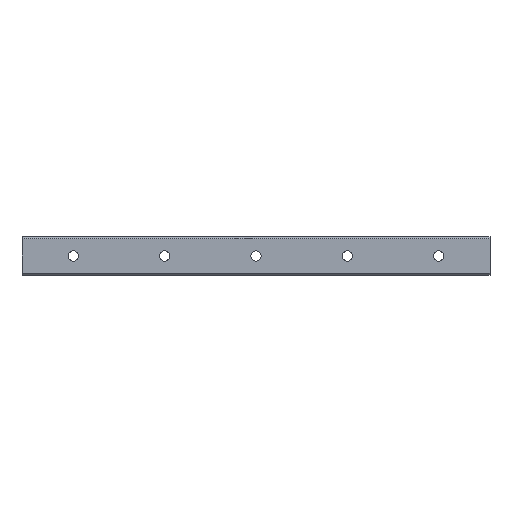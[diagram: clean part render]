
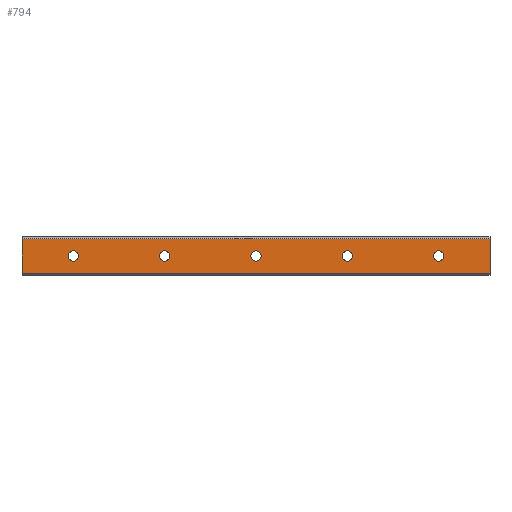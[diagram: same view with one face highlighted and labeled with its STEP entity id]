
A CAD part, front view. The second image highlights one B-rep face of the part: STEP entity #794.
In plain terms, the highlighted planar face has unit normal (0, -1, 0).
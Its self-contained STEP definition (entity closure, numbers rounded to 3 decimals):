
#8 = AXIS2_PLACEMENT_3D ( 'NONE', #1462, #1052, #1164 ) ;
#10 = CIRCLE ( 'NONE', #418, 4.5 ) ;
#30 = DIRECTION ( 'NONE',  ( 0., 0., 1. ) ) ;
#51 = EDGE_CURVE ( 'NONE', #216, #985, #507, .T. ) ;
#78 = CARTESIAN_POINT ( 'NONE',  ( 365., 0., -14.95 ) ) ;
#81 = EDGE_CURVE ( 'NONE', #112, #1376, #152, .T. ) ;
#95 = EDGE_CURVE ( 'NONE', #1681, #1474, #574, .T. ) ;
#101 = DIRECTION ( 'NONE',  ( -1., 0., 0. ) ) ;
#108 = EDGE_CURVE ( 'NONE', #1376, #112, #10, .T. ) ;
#109 = CARTESIAN_POINT ( 'NONE',  ( -45., 0., 14.95 ) ) ;
#112 = VERTEX_POINT ( 'NONE', #1377 ) ;
#119 = FACE_BOUND ( 'NONE', #1541, .T. ) ;
#132 = ORIENTED_EDGE ( 'NONE', *, *, #1221, .F. ) ;
#152 = CIRCLE ( 'NONE', #1011, 4.5 ) ;
#163 = EDGE_CURVE ( 'NONE', #940, #1003, #344, .T. ) ;
#164 = ORIENTED_EDGE ( 'NONE', *, *, #1008, .F. ) ;
#186 = DIRECTION ( 'NONE',  ( 0., -1., 0. ) ) ;
#216 = VERTEX_POINT ( 'NONE', #109 ) ;
#217 = EDGE_CURVE ( 'NONE', #1595, #351, #1203, .T. ) ;
#228 = VECTOR ( 'NONE', #1359, 1000. ) ;
#234 = AXIS2_PLACEMENT_3D ( 'NONE', #645, #1034, #30 ) ;
#238 = DIRECTION ( 'NONE',  ( 0., 0., 1. ) ) ;
#282 = VECTOR ( 'NONE', #487, 1000. ) ;
#300 = CARTESIAN_POINT ( 'NONE',  ( -45., 0., -14.95 ) ) ;
#315 = LINE ( 'NONE', #834, #228 ) ;
#328 = DIRECTION ( 'NONE',  ( 0., 0., 1. ) ) ;
#344 = LINE ( 'NONE', #78, #1508 ) ;
#351 = VERTEX_POINT ( 'NONE', #786 ) ;
#358 = CARTESIAN_POINT ( 'NONE',  ( 320., 0., 0. ) ) ;
#397 = CARTESIAN_POINT ( 'NONE',  ( 240., 0., 4.5 ) ) ;
#405 = CARTESIAN_POINT ( 'NONE',  ( 160., 0., 4.5 ) ) ;
#418 = AXIS2_PLACEMENT_3D ( 'NONE', #496, #990, #868 ) ;
#427 = VERTEX_POINT ( 'NONE', #1298 ) ;
#462 = DIRECTION ( 'NONE',  ( 0., 0., 1. ) ) ;
#469 = ORIENTED_EDGE ( 'NONE', *, *, #81, .F. ) ;
#479 = ORIENTED_EDGE ( 'NONE', *, *, #653, .F. ) ;
#487 = DIRECTION ( 'NONE',  ( 1., 0., 0. ) ) ;
#492 = PLANE ( 'NONE',  #1256 ) ;
#493 = DIRECTION ( 'NONE',  ( 0., -1., 0. ) ) ;
#496 = CARTESIAN_POINT ( 'NONE',  ( 0., 0., 0. ) ) ;
#506 = CIRCLE ( 'NONE', #1231, 4.5 ) ;
#507 = LINE ( 'NONE', #1022, #282 ) ;
#534 = CARTESIAN_POINT ( 'NONE',  ( 80., 0., 4.5 ) ) ;
#547 = ORIENTED_EDGE ( 'NONE', *, *, #51, .F. ) ;
#574 = CIRCLE ( 'NONE', #1260, 4.5 ) ;
#590 = CARTESIAN_POINT ( 'NONE',  ( 365., 0., 14.95 ) ) ;
#595 = EDGE_CURVE ( 'NONE', #427, #1582, #910, .T. ) ;
#606 = AXIS2_PLACEMENT_3D ( 'NONE', #969, #1621, #328 ) ;
#630 = FACE_BOUND ( 'NONE', #862, .T. ) ;
#632 = CARTESIAN_POINT ( 'NONE',  ( 320., 0., -4.5 ) ) ;
#640 = CARTESIAN_POINT ( 'NONE',  ( 0., 0., 0. ) ) ;
#645 = CARTESIAN_POINT ( 'NONE',  ( 80., 0., 0. ) ) ;
#653 = EDGE_CURVE ( 'NONE', #351, #1595, #506, .T. ) ;
#658 = ORIENTED_EDGE ( 'NONE', *, *, #108, .F. ) ;
#666 = CARTESIAN_POINT ( 'NONE',  ( 365., 0., -14.95 ) ) ;
#685 = AXIS2_PLACEMENT_3D ( 'NONE', #733, #1131, #238 ) ;
#697 = LINE ( 'NONE', #590, #877 ) ;
#709 = CIRCLE ( 'NONE', #8, 4.5 ) ;
#733 = CARTESIAN_POINT ( 'NONE',  ( 160., 0., 0. ) ) ;
#786 = CARTESIAN_POINT ( 'NONE',  ( 160., 0., -4.5 ) ) ;
#794 = ADVANCED_FACE ( 'NONE', ( #1293, #119, #1033, #1551, #1300, #630 ), #492, .F. ) ;
#834 = CARTESIAN_POINT ( 'NONE',  ( -45., 0., 14.95 ) ) ;
#844 = CARTESIAN_POINT ( 'NONE',  ( 160., 0., 0. ) ) ;
#850 = AXIS2_PLACEMENT_3D ( 'NONE', #1533, #493, #1525 ) ;
#862 = EDGE_LOOP ( 'NONE', ( #1486, #879 ) ) ;
#865 = DIRECTION ( 'NONE',  ( 0., -1., 0. ) ) ;
#868 = DIRECTION ( 'NONE',  ( 0., 0., 1. ) ) ;
#871 = CARTESIAN_POINT ( 'NONE',  ( 365., 0., 14.95 ) ) ;
#876 = DIRECTION ( 'NONE',  ( 0., -1., 0. ) ) ;
#877 = VECTOR ( 'NONE', #1241, 1000. ) ;
#879 = ORIENTED_EDGE ( 'NONE', *, *, #595, .F. ) ;
#910 = CIRCLE ( 'NONE', #606, 4.5 ) ;
#931 = CIRCLE ( 'NONE', #850, 4.5 ) ;
#939 = EDGE_LOOP ( 'NONE', ( #1134, #479 ) ) ;
#940 = VERTEX_POINT ( 'NONE', #666 ) ;
#969 = CARTESIAN_POINT ( 'NONE',  ( 80., 0., 0. ) ) ;
#985 = VERTEX_POINT ( 'NONE', #1597 ) ;
#990 = DIRECTION ( 'NONE',  ( 0., -1., 0. ) ) ;
#1003 = VERTEX_POINT ( 'NONE', #300 ) ;
#1008 = EDGE_CURVE ( 'NONE', #1474, #1681, #709, .T. ) ;
#1011 = AXIS2_PLACEMENT_3D ( 'NONE', #640, #1642, #1548 ) ;
#1012 = VERTEX_POINT ( 'NONE', #397 ) ;
#1013 = CIRCLE ( 'NONE', #1612, 4.5 ) ;
#1022 = CARTESIAN_POINT ( 'NONE',  ( 365., 0., 14.95 ) ) ;
#1033 = FACE_BOUND ( 'NONE', #1295, .T. ) ;
#1034 = DIRECTION ( 'NONE',  ( 0., -1., 0. ) ) ;
#1052 = DIRECTION ( 'NONE',  ( 0., -1., 0. ) ) ;
#1082 = CARTESIAN_POINT ( 'NONE',  ( 320., 0., 4.5 ) ) ;
#1093 = CIRCLE ( 'NONE', #234, 4.5 ) ;
#1100 = EDGE_CURVE ( 'NONE', #985, #940, #697, .T. ) ;
#1116 = CARTESIAN_POINT ( 'NONE',  ( 240., 0., 0. ) ) ;
#1122 = EDGE_LOOP ( 'NONE', ( #132, #1466 ) ) ;
#1131 = DIRECTION ( 'NONE',  ( 0., -1., 0. ) ) ;
#1134 = ORIENTED_EDGE ( 'NONE', *, *, #217, .F. ) ;
#1139 = DIRECTION ( 'NONE',  ( 0., 0., 1. ) ) ;
#1150 = DIRECTION ( 'NONE',  ( 0., 1., 0. ) ) ;
#1160 = ORIENTED_EDGE ( 'NONE', *, *, #95, .F. ) ;
#1164 = DIRECTION ( 'NONE',  ( 0., 0., 1. ) ) ;
#1192 = ORIENTED_EDGE ( 'NONE', *, *, #1193, .F. ) ;
#1193 = EDGE_CURVE ( 'NONE', #1003, #216, #315, .T. ) ;
#1203 = CIRCLE ( 'NONE', #685, 4.5 ) ;
#1221 = EDGE_CURVE ( 'NONE', #1012, #1445, #1013, .T. ) ;
#1231 = AXIS2_PLACEMENT_3D ( 'NONE', #844, #865, #462 ) ;
#1241 = DIRECTION ( 'NONE',  ( 0., 0., -1. ) ) ;
#1246 = DIRECTION ( 'NONE',  ( 0., 0., 1. ) ) ;
#1256 = AXIS2_PLACEMENT_3D ( 'NONE', #871, #1150, #1139 ) ;
#1260 = AXIS2_PLACEMENT_3D ( 'NONE', #358, #876, #1403 ) ;
#1282 = CARTESIAN_POINT ( 'NONE',  ( 240., 0., -4.5 ) ) ;
#1293 = FACE_OUTER_BOUND ( 'NONE', #1599, .T. ) ;
#1295 = EDGE_LOOP ( 'NONE', ( #1160, #164 ) ) ;
#1298 = CARTESIAN_POINT ( 'NONE',  ( 80., 0., -4.5 ) ) ;
#1300 = FACE_BOUND ( 'NONE', #939, .T. ) ;
#1359 = DIRECTION ( 'NONE',  ( 0., 0., 1. ) ) ;
#1376 = VERTEX_POINT ( 'NONE', #1629 ) ;
#1377 = CARTESIAN_POINT ( 'NONE',  ( 0., 0., -4.5 ) ) ;
#1403 = DIRECTION ( 'NONE',  ( 0., 0., 1. ) ) ;
#1443 = EDGE_CURVE ( 'NONE', #1445, #1012, #931, .T. ) ;
#1445 = VERTEX_POINT ( 'NONE', #1282 ) ;
#1462 = CARTESIAN_POINT ( 'NONE',  ( 320., 0., 0. ) ) ;
#1466 = ORIENTED_EDGE ( 'NONE', *, *, #1443, .F. ) ;
#1474 = VERTEX_POINT ( 'NONE', #632 ) ;
#1486 = ORIENTED_EDGE ( 'NONE', *, *, #1622, .F. ) ;
#1508 = VECTOR ( 'NONE', #101, 1000. ) ;
#1525 = DIRECTION ( 'NONE',  ( 0., 0., 1. ) ) ;
#1533 = CARTESIAN_POINT ( 'NONE',  ( 240., 0., 0. ) ) ;
#1541 = EDGE_LOOP ( 'NONE', ( #658, #469 ) ) ;
#1548 = DIRECTION ( 'NONE',  ( 0., 0., 1. ) ) ;
#1551 = FACE_BOUND ( 'NONE', #1122, .T. ) ;
#1572 = ORIENTED_EDGE ( 'NONE', *, *, #163, .F. ) ;
#1575 = ORIENTED_EDGE ( 'NONE', *, *, #1100, .F. ) ;
#1582 = VERTEX_POINT ( 'NONE', #534 ) ;
#1595 = VERTEX_POINT ( 'NONE', #405 ) ;
#1597 = CARTESIAN_POINT ( 'NONE',  ( 365., 0., 14.95 ) ) ;
#1599 = EDGE_LOOP ( 'NONE', ( #1572, #1575, #547, #1192 ) ) ;
#1612 = AXIS2_PLACEMENT_3D ( 'NONE', #1116, #186, #1246 ) ;
#1621 = DIRECTION ( 'NONE',  ( 0., -1., 0. ) ) ;
#1622 = EDGE_CURVE ( 'NONE', #1582, #427, #1093, .T. ) ;
#1629 = CARTESIAN_POINT ( 'NONE',  ( 0., 0., 4.5 ) ) ;
#1642 = DIRECTION ( 'NONE',  ( 0., -1., 0. ) ) ;
#1681 = VERTEX_POINT ( 'NONE', #1082 ) ;
